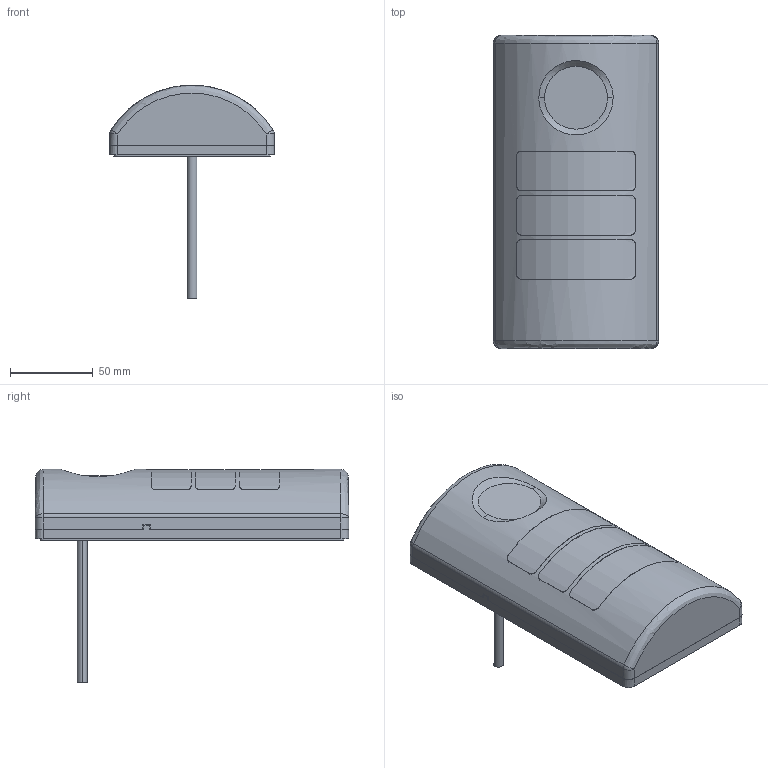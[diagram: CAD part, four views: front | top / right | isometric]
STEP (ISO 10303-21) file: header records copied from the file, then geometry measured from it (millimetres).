
FILE_DESCRIPTION((''),'2;1');
FILE_NAME('222164_SM01_ASM','2022-01-04T10:03:06',('PDMAdmin'),('BANNER ENGINEERING'),'CREO PARAMETRIC BY PTC INC, 2019292','CREO PARAMETRIC BY PTC INC, 2019292','');
FILE_SCHEMA(('CONFIG_CONTROL_DESIGN'));
Products named in the file (6): 222164_EP01; 221652; 221652_O_RING; 222164_221865_CABLE; 222164_221865_ASM; 222164_SM01_ASM
Assembly tree (5 placements, depth 3):
  222164_SM01_ASM
    222164_EP01
    222164_221865_ASM
      221652
      221652_O_RING
      222164_221865_CABLE
Bounding box: 100 x 190 x 129.29 mm (x, y, z)
Volume: 630853.2 mm3; surface area: 61958.2 mm2
Topology: 4 solids, 4 shells, 344 faces, 806 edges, 490 vertices
Faces by surface type: plane 102, cylinder 74, bspline 64, cone 62, torus 22, extrusion 12, sphere 8
Entity records: 16299 total; most frequent: CARTESIAN_POINT 8796, ORIENTED_EDGE 1612, DIRECTION 1366, EDGE_CURVE 806, AXIS2_PLACEMENT_3D 506, VERTEX_POINT 490, EDGE_LOOP 368, VECTOR 354
